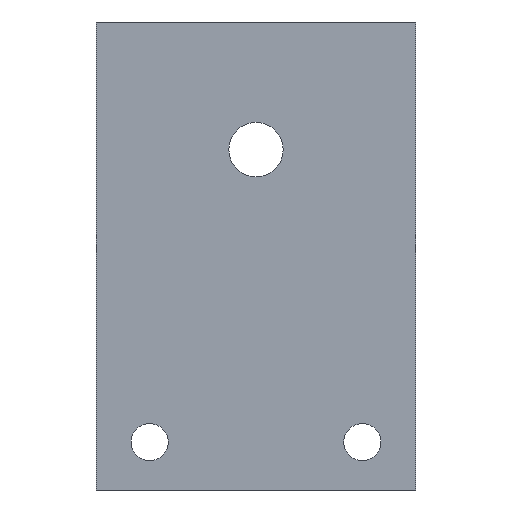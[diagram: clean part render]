
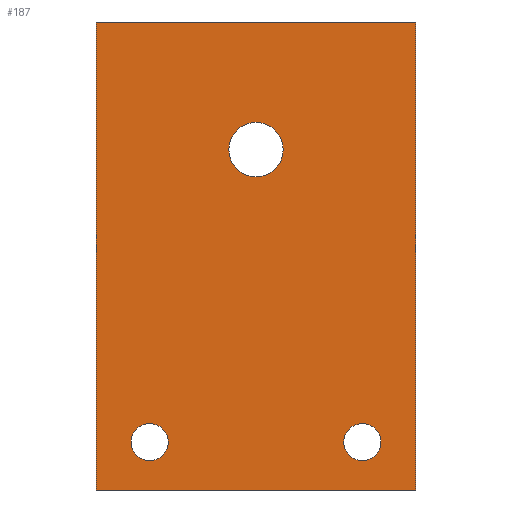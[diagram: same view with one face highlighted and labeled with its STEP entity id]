
A CAD part, front view. The second image highlights one B-rep face of the part: STEP entity #187.
In plain terms, the highlighted planar face has unit normal (0, -1, 0).
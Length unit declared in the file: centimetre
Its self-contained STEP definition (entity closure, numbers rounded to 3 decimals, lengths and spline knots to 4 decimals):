
#22=LINE('',#299,#34);
#23=LINE('',#301,#35);
#24=LINE('',#303,#36);
#25=LINE('',#304,#37);
#34=VECTOR('',#249,1.);
#35=VECTOR('',#250,1.);
#36=VECTOR('',#251,1.);
#37=VECTOR('',#252,1.);
#43=PLANE('',#208);
#58=FACE_BOUND('',#87,.T.);
#59=FACE_BOUND('',#88,.T.);
#60=FACE_BOUND('',#89,.T.);
#67=FACE_OUTER_BOUND('',#86,.T.);
#86=EDGE_LOOP('',(#155,#156,#157,#158));
#87=EDGE_LOOP('',(#159));
#88=EDGE_LOOP('',(#160));
#89=EDGE_LOOP('',(#161));
#94=CIRCLE('',#195,0.2558);
#98=CIRCLE('',#201,0.175);
#101=CIRCLE('',#206,0.175);
#102=VERTEX_POINT('',#267);
#106=VERTEX_POINT('',#277);
#109=VERTEX_POINT('',#285);
#114=VERTEX_POINT('',#297);
#115=VERTEX_POINT('',#298);
#116=VERTEX_POINT('',#300);
#117=VERTEX_POINT('',#302);
#118=EDGE_CURVE('',#102,#102,#94,.F.);
#122=EDGE_CURVE('',#106,#106,#98,.T.);
#125=EDGE_CURVE('',#109,#109,#101,.T.);
#130=EDGE_CURVE('',#114,#115,#22,.T.);
#131=EDGE_CURVE('',#115,#116,#23,.T.);
#132=EDGE_CURVE('',#116,#117,#24,.T.);
#133=EDGE_CURVE('',#117,#114,#25,.T.);
#155=ORIENTED_EDGE('',*,*,#130,.T.);
#156=ORIENTED_EDGE('',*,*,#131,.T.);
#157=ORIENTED_EDGE('',*,*,#132,.T.);
#158=ORIENTED_EDGE('',*,*,#133,.T.);
#159=ORIENTED_EDGE('',*,*,#118,.T.);
#160=ORIENTED_EDGE('',*,*,#122,.T.);
#161=ORIENTED_EDGE('',*,*,#125,.T.);
#187=ADVANCED_FACE('',(#67,#58,#59,#60),#43,.F.);
#195=AXIS2_PLACEMENT_3D('',#268,#217,#218);
#201=AXIS2_PLACEMENT_3D('',#278,#229,#230);
#206=AXIS2_PLACEMENT_3D('',#286,#239,#240);
#208=AXIS2_PLACEMENT_3D('',#296,#247,#248);
#217=DIRECTION('center_axis',(0.,-1.,0.));
#218=DIRECTION('ref_axis',(0.,0.,1.));
#229=DIRECTION('center_axis',(0.,1.,0.));
#230=DIRECTION('ref_axis',(0.,0.,1.));
#239=DIRECTION('center_axis',(0.,1.,0.));
#240=DIRECTION('ref_axis',(0.,0.,1.));
#247=DIRECTION('center_axis',(0.,1.,0.));
#248=DIRECTION('ref_axis',(0.,0.,-1.));
#249=DIRECTION('',(1.,0.,0.));
#250=DIRECTION('',(0.,0.,1.));
#251=DIRECTION('',(-1.,0.,0.));
#252=DIRECTION('',(0.,0.,-1.));
#267=CARTESIAN_POINT('',(1.5,0.,-1.4558));
#268=CARTESIAN_POINT('Origin',(1.5,0.,-1.2));
#277=CARTESIAN_POINT('',(0.5,0.,-4.125));
#278=CARTESIAN_POINT('Origin',(0.5,0.,-3.95));
#285=CARTESIAN_POINT('',(2.5,0.,-4.125));
#286=CARTESIAN_POINT('Origin',(2.5,0.,-3.95));
#296=CARTESIAN_POINT('Origin',(1.5,0.,-2.2));
#297=CARTESIAN_POINT('',(0.,0.,-4.4));
#298=CARTESIAN_POINT('',(3.,0.,-4.4));
#299=CARTESIAN_POINT('',(1.5,0.,-4.4));
#300=CARTESIAN_POINT('',(3.,0.,0.));
#301=CARTESIAN_POINT('',(3.,0.,-2.2));
#302=CARTESIAN_POINT('',(0.,0.,0.));
#303=CARTESIAN_POINT('',(1.5,0.,0.));
#304=CARTESIAN_POINT('',(0.,0.,-2.2));
